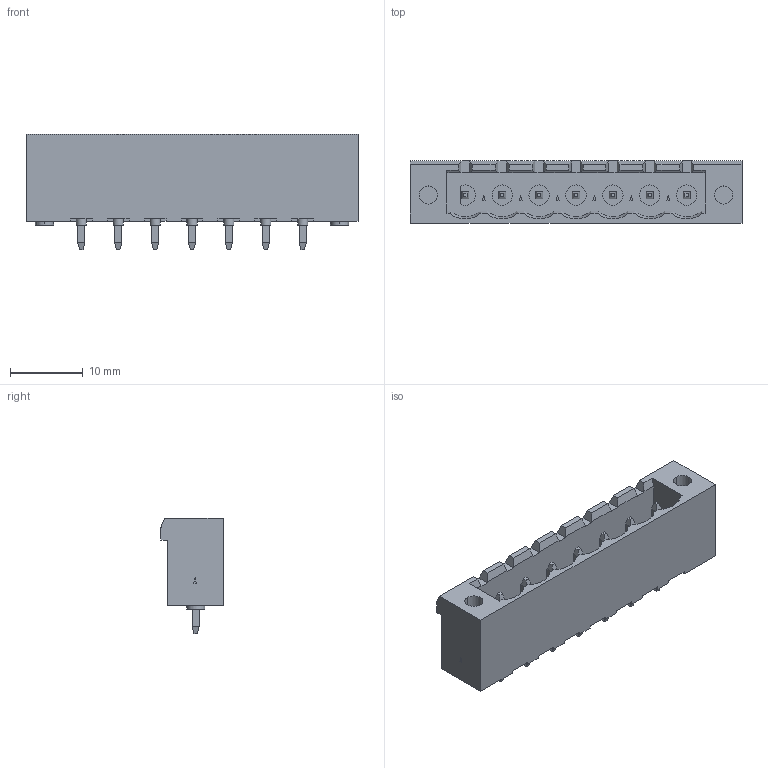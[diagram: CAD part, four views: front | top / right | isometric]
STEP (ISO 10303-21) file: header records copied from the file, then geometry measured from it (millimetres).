
FILE_DESCRIPTION((''),'2;1');
FILE_NAME('PHOENIX_1777125.stp','2011-06-20T14:45:11',(''),(''),'Mechanical Desktop 2011','Mechanical Desktop 2011',', , ');
FILE_SCHEMA(('AUTOMOTIVE_DESIGN { 1 2 10303 214 1 1 1 1 }'));
Length unit declared in the file: millimetre
Products named in the file (1): Product
Bounding box: 45.72 x 8.6 x 15.9 mm (x, y, z)
Volume: 2606.4 mm3; surface area: 3347.5 mm2
Topology: 15 solids, 15 shells, 450 faces, 1034 edges, 655 vertices
Faces by surface type: plane 300, bspline 71, cylinder 65, sphere 7, cone 7
Entity records: 12656 total; most frequent: CARTESIAN_POINT 2517, ORIENTED_EDGE 2060, DIRECTION 1980, EDGE_CURVE 1030, VECTOR 820, LINE 820, VERTEX_POINT 647, AXIS2_PLACEMENT_3D 580
